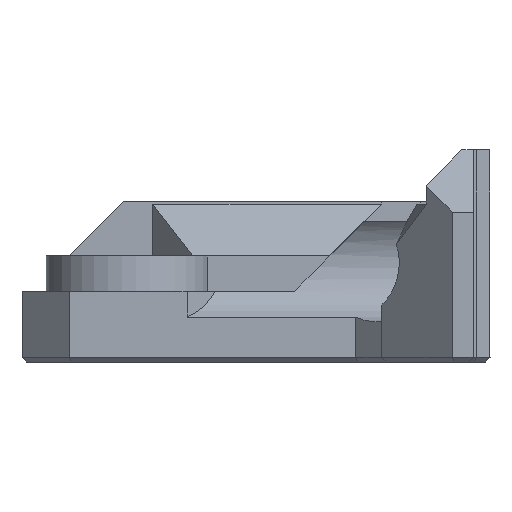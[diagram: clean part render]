
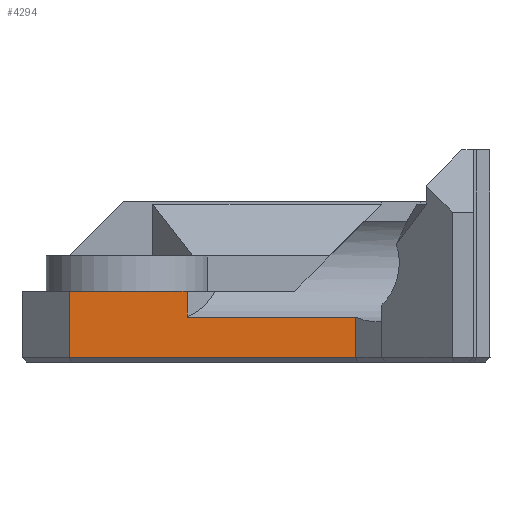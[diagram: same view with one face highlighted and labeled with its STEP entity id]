
A CAD part, left-side view. The second image highlights one B-rep face of the part: STEP entity #4294.
In plain terms, the highlighted planar face has unit normal (-1, 0, 0).
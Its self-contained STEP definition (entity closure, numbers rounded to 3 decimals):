
#220=FACE_OUTER_BOUND('',#473,.T.);
#473=EDGE_LOOP('',(#3133,#3134,#3135,#3136,#3137,#3138));
#791=LINE('',#6257,#1337);
#844=LINE('',#6422,#1390);
#845=LINE('',#6425,#1391);
#846=LINE('',#6427,#1392);
#847=LINE('',#6429,#1393);
#848=LINE('',#6430,#1394);
#1337=VECTOR('',#5039,10.);
#1390=VECTOR('',#5174,10.);
#1391=VECTOR('',#5177,10.);
#1392=VECTOR('',#5178,10.);
#1393=VECTOR('',#5179,10.);
#1394=VECTOR('',#5180,10.);
#1848=VERTEX_POINT('',#6252);
#1849=VERTEX_POINT('',#6256);
#1880=VERTEX_POINT('',#6420);
#1881=VERTEX_POINT('',#6424);
#1882=VERTEX_POINT('',#6426);
#1883=VERTEX_POINT('',#6428);
#2276=EDGE_CURVE('',#1848,#1849,#791,.T.);
#2340=EDGE_CURVE('',#1848,#1880,#844,.T.);
#2341=EDGE_CURVE('',#1880,#1881,#845,.T.);
#2342=EDGE_CURVE('',#1881,#1882,#846,.T.);
#2343=EDGE_CURVE('',#1882,#1883,#847,.T.);
#2344=EDGE_CURVE('',#1849,#1883,#848,.T.);
#3133=ORIENTED_EDGE('',*,*,#2340,.T.);
#3134=ORIENTED_EDGE('',*,*,#2341,.T.);
#3135=ORIENTED_EDGE('',*,*,#2342,.T.);
#3136=ORIENTED_EDGE('',*,*,#2343,.T.);
#3137=ORIENTED_EDGE('',*,*,#2344,.F.);
#3138=ORIENTED_EDGE('',*,*,#2276,.F.);
#4066=PLANE('',#4579);
#4294=ADVANCED_FACE('',(#220),#4066,.F.);
#4579=AXIS2_PLACEMENT_3D('',#6423,#5175,#5176);
#5039=DIRECTION('',(0.,1.,0.));
#5174=DIRECTION('',(0.,0.,1.));
#5175=DIRECTION('center_axis',(1.,0.,0.));
#5176=DIRECTION('ref_axis',(0.,0.,-1.));
#5177=DIRECTION('',(0.,1.,0.));
#5178=DIRECTION('',(0.,0.,1.));
#5179=DIRECTION('',(0.,1.,0.));
#5180=DIRECTION('',(0.,0.,1.));
#6252=CARTESIAN_POINT('',(-25.,-19.3,6.4));
#6256=CARTESIAN_POINT('',(-25.,5.,6.4));
#6257=CARTESIAN_POINT('',(-25.,-6.833,6.4));
#6420=CARTESIAN_POINT('',(-25.,-19.3,9.817));
#6422=CARTESIAN_POINT('',(-25.,-19.3,9.187));
#6423=CARTESIAN_POINT('Origin',(-25.,-6.433,9.406));
#6424=CARTESIAN_POINT('',(-25.,-5.,9.817));
#6425=CARTESIAN_POINT('',(-25.,-12.15,9.817));
#6426=CARTESIAN_POINT('',(-25.,-5.,12.));
#6427=CARTESIAN_POINT('',(-25.,-5.,10.129));
#6428=CARTESIAN_POINT('',(-25.,5.,12.));
#6429=CARTESIAN_POINT('',(-25.,-2.998,12.));
#6430=CARTESIAN_POINT('',(-25.,5.,9.303));
